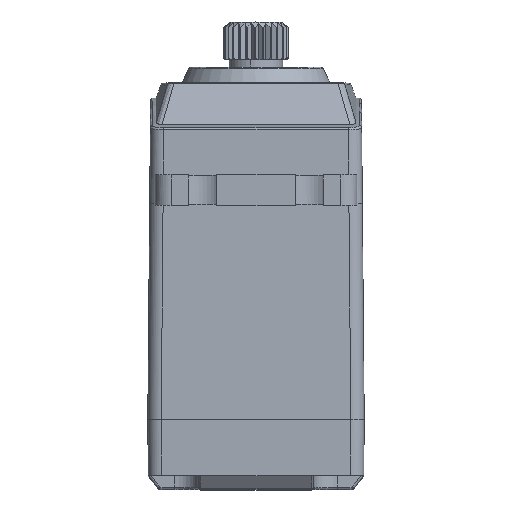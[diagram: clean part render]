
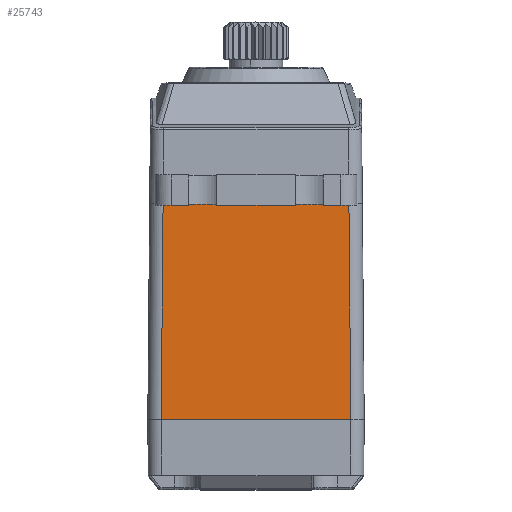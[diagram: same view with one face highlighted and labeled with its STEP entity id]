
A CAD part, top view. The second image highlights one B-rep face of the part: STEP entity #25743.
In plain terms, the highlighted planar face has unit normal (0, 0.009, 1).
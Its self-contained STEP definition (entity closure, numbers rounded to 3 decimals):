
#183 = EDGE_CURVE ( 'NONE', #15489, #44221, #36608, .T. ) ;
#381 = CARTESIAN_POINT ( 'NONE',  ( 10.854, -16.95, -13.597 ) ) ;
#694 = CARTESIAN_POINT ( 'NONE',  ( 8.65, -16.953, -13.597 ) ) ;
#1406 = ORIENTED_EDGE ( 'NONE', *, *, #35637, .T. ) ;
#3134 = VECTOR ( 'NONE', #8449, 1000. ) ;
#4312 = PLANE ( 'NONE',  #19986 ) ;
#7577 = ORIENTED_EDGE ( 'NONE', *, *, #48456, .T. ) ;
#8449 = DIRECTION ( 'NONE',  ( 1., 0., 0. ) ) ;
#8950 = LINE ( 'NONE', #28915, #3134 ) ;
#10008 = CARTESIAN_POINT ( 'NONE',  ( 0., -16.956, -13.597 ) ) ;
#11748 = VECTOR ( 'NONE', #26040, 1000. ) ;
#15489 = VERTEX_POINT ( 'NONE', #32182 ) ;
#19369 = VECTOR ( 'NONE', #33274, 1000. ) ;
#19948 = CARTESIAN_POINT ( 'NONE',  ( 8.825, -37.05, -13.422 ) ) ;
#19986 = AXIS2_PLACEMENT_3D ( 'NONE', #381, #40591, #20064 ) ;
#20064 = DIRECTION ( 'NONE',  ( 0., -1., 0.009 ) ) ;
#21197 = LINE ( 'NONE', #37226, #19369 ) ;
#22186 = EDGE_LOOP ( 'NONE', ( #7577, #23466, #44263, #1406 ) ) ;
#23466 = ORIENTED_EDGE ( 'NONE', *, *, #39439, .F. ) ;
#25743 = ADVANCED_FACE ( 'NONE', ( #47422 ), #4312, .T. ) ;
#26040 = DIRECTION ( 'NONE',  ( 1., 0., 0. ) ) ;
#28915 = CARTESIAN_POINT ( 'NONE',  ( 10.854, -37.05, -13.422 ) ) ;
#32182 = CARTESIAN_POINT ( 'NONE',  ( -8.65, -16.953, -13.597 ) ) ;
#33274 = DIRECTION ( 'NONE',  ( -0.009, -1., 0.009 ) ) ;
#35637 = EDGE_CURVE ( 'NONE', #15489, #37060, #21197, .T. ) ;
#35922 = LINE ( 'NONE', #36186, #45675 ) ;
#36186 = CARTESIAN_POINT ( 'NONE',  ( 9.383, -100.989, -12.864 ) ) ;
#36608 = LINE ( 'NONE', #10008, #11748 ) ;
#37060 = VERTEX_POINT ( 'NONE', #47286 ) ;
#37226 = CARTESIAN_POINT ( 'NONE',  ( -8.65, -16.95, -13.597 ) ) ;
#39439 = EDGE_CURVE ( 'NONE', #44221, #47319, #35922, .T. ) ;
#40591 = DIRECTION ( 'NONE',  ( 0., 0.009, 1. ) ) ;
#44221 = VERTEX_POINT ( 'NONE', #694 ) ;
#44263 = ORIENTED_EDGE ( 'NONE', *, *, #183, .F. ) ;
#44610 = DIRECTION ( 'NONE',  ( 0.009, -1., 0.009 ) ) ;
#45675 = VECTOR ( 'NONE', #44610, 1000. ) ;
#47286 = CARTESIAN_POINT ( 'NONE',  ( -8.825, -37.05, -13.422 ) ) ;
#47319 = VERTEX_POINT ( 'NONE', #19948 ) ;
#47422 = FACE_OUTER_BOUND ( 'NONE', #22186, .T. ) ;
#48456 = EDGE_CURVE ( 'NONE', #37060, #47319, #8950, .T. ) ;
